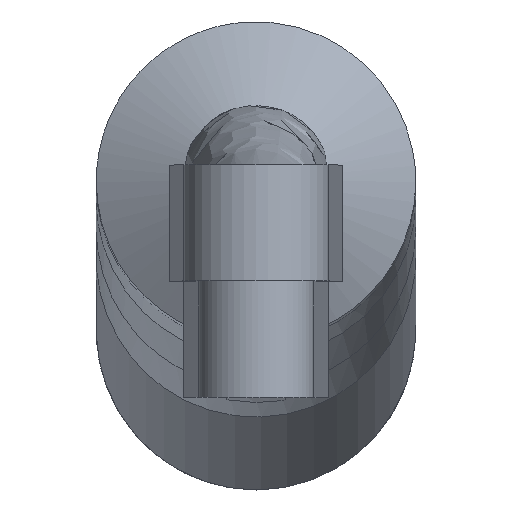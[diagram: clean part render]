
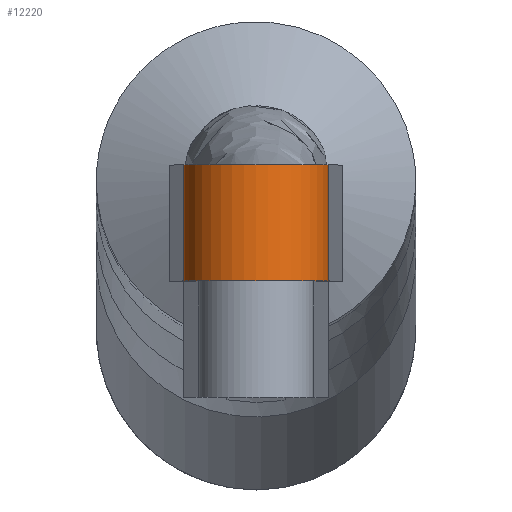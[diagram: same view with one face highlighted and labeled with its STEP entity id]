
A CAD part, top view. The second image highlights one B-rep face of the part: STEP entity #12220.
In plain terms, the highlighted free-form (B-spline) face has degree [2, 1] with [5, 2] control points.
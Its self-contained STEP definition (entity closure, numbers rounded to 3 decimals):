
#10620 = CARTESIAN_POINT ('', (-4.987, 1., 85.357));
#10630 = VERTEX_POINT ('', #10620);
#10700 = CARTESIAN_POINT ('', (4.987, 1., 85.357));
#10710 = VERTEX_POINT ('', #10700);
#10720 = CARTESIAN_POINT ('', (0., 1., 85.));
#10730 = DIRECTION ('', (0., -1., 0.));
#10740 = DIRECTION ('', (0.997, 0., 0.071));
#10750 = AXIS2_PLACEMENT_3D ('', #10720, #10730, #10740);
#10760 = CIRCLE ('', #10750, 5.);
#10770 = EDGE_CURVE ('', #10710, #10630, #10760, .T.);
#11040 = CARTESIAN_POINT ('', (4.987, -7., 85.357));
#11050 = VERTEX_POINT ('', #11040);
#11120 = CARTESIAN_POINT ('', (-4.987, -7., 85.357));
#11130 = VERTEX_POINT ('', #11120);
#11140 = CARTESIAN_POINT ('', (0., -7., 85.));
#11150 = DIRECTION ('', (0., -1., 0.));
#11160 = DIRECTION ('', (0.997, 0., 0.071));
#11170 = AXIS2_PLACEMENT_3D ('', #11140, #11150, #11160);
#11180 = CIRCLE ('', #11170, 5.);
#11190 = EDGE_CURVE ('', #11050, #11130, #11180, .T.);
#11710 = CARTESIAN_POINT ('', (-4.987, 1., 85.357));
#11720 = DIRECTION ('', (0., -8., 0.));
#11730 = VECTOR ('', #11720, 8.);
#11740 = LINE ('', #11710, #11730);
#11750 = EDGE_CURVE ('', #10630, #11130, #11740, .T.);
#11900 = CARTESIAN_POINT ('', (4.987, 1., 85.357));
#11910 = DIRECTION ('', (0., -8., 0.));
#11920 = VECTOR ('', #11910, 8.);
#11930 = LINE ('', #11900, #11920);
#11940 = EDGE_CURVE ('', #10710, #11050, #11930, .T.);
#12050 = ORIENTED_EDGE ('', *, *, #11940, .F.);
#12060 = ORIENTED_EDGE ('', *, *, #10770, .T.);
#12070 = ORIENTED_EDGE ('', *, *, #11750, .T.);
#12080 = ORIENTED_EDGE ('', *, *, #11190, .F.);
#12090 = EDGE_LOOP ('', (#12050, #12060, #12070, #12080));
#12100 = FACE_OUTER_BOUND ('', #12090, .T.);
#12110 = CARTESIAN_POINT ('', (4.987, 1., 85.357));
#12120 = CARTESIAN_POINT ('', (4.987, -7., 85.357));
#12130 = CARTESIAN_POINT ('', (4.655, 1., 90.));
#12140 = CARTESIAN_POINT ('', (4.655, -7., 90.));
#12150 = CARTESIAN_POINT ('', (0., 1., 90.));
#12160 = CARTESIAN_POINT ('', (0., -7., 90.));
#12170 = CARTESIAN_POINT ('', (-4.655, 1., 90.));
#12180 = CARTESIAN_POINT ('', (-4.655, -7., 90.));
#12190 = CARTESIAN_POINT ('', (-4.987, 1., 85.357));
#12200 = CARTESIAN_POINT ('', (-4.987, -7., 85.357));
#12210 = (
   BOUNDED_SURFACE ()
   B_SPLINE_SURFACE (2, 1, ((#12110, #12120), (#12130, #12140), (#12150, #12160), (#12170, #12180), (#12190, #12200)), .UNSPECIFIED., .F., .F., .U.)
   B_SPLINE_SURFACE_WITH_KNOTS ((3, 2, 3), (2, 2), (1., 1.238, 1.475), (0., 8.), .UNSPECIFIED.)
   SURFACE ()
   GEOMETRIC_REPRESENTATION_ITEM ()
   RATIONAL_B_SPLINE_SURFACE (((1., 1.), (0.742, 0.742), (1.029, 1.029), (0.742, 0.742), (1., 1.)))
   REPRESENTATION_ITEM ('')
);
#12220 = ADVANCED_FACE ('', (#12100), #12210, .T.);
